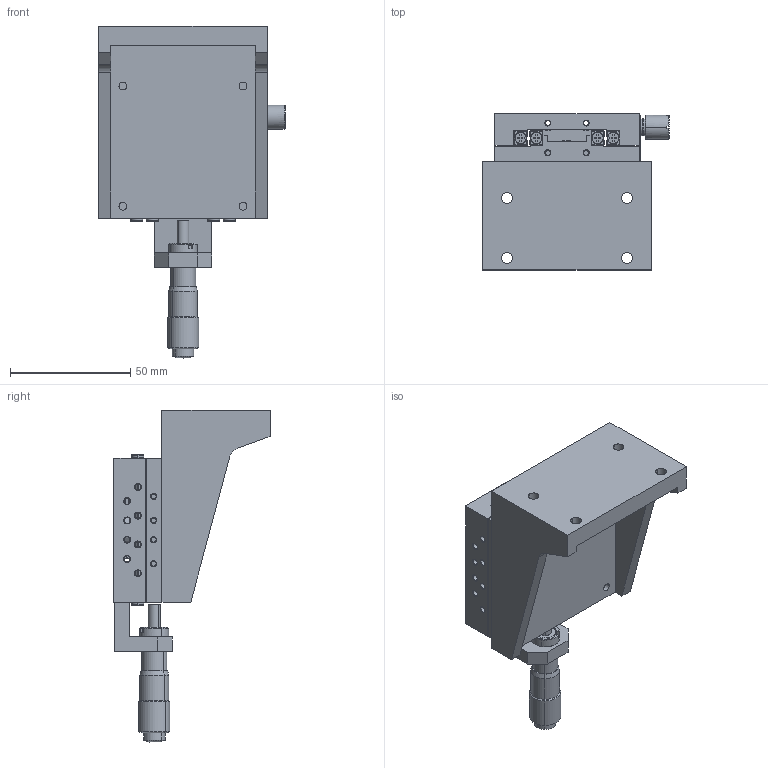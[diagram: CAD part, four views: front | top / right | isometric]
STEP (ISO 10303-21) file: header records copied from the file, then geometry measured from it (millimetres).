
FILE_DESCRIPTION (( 'STEP AP203' ), '1' );
FILE_NAME ('DJC01-60.STEP', '2024-09-23T04:22:25', ( '' ), ( '' ), 'SwSTEP 2.0', 'SolidWorks 2023', '' );
FILE_SCHEMA (( 'CONFIG_CONTROL_DESIGN' ));
Length unit declared in the file: millimetre
Products named in the file (1): DJC01-60
Bounding box: 77.5 x 65 x 138.25 mm (x, y, z)
Surface area: 54103.6 mm2 (no closed solid volume)
Topology: 0 solids, 15 shells, 565 faces, 1798 edges, 1210 vertices
Faces by surface type: plane 248, cylinder 183, cone 103, torus 30, bspline 1
Entity records: 20168 total; most frequent: CARTESIAN_POINT 3963, DIRECTION 3527, ORIENTED_EDGE 2997, EDGE_CURVE 1766, AXIS2_PLACEMENT_3D 1230, VERTEX_POINT 1194, LINE 1067, VECTOR 1067
